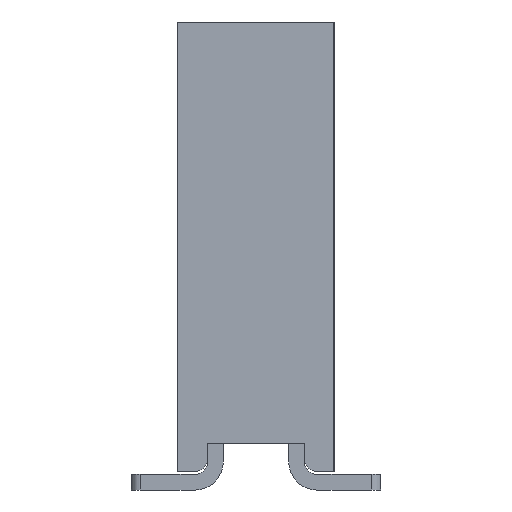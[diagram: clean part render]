
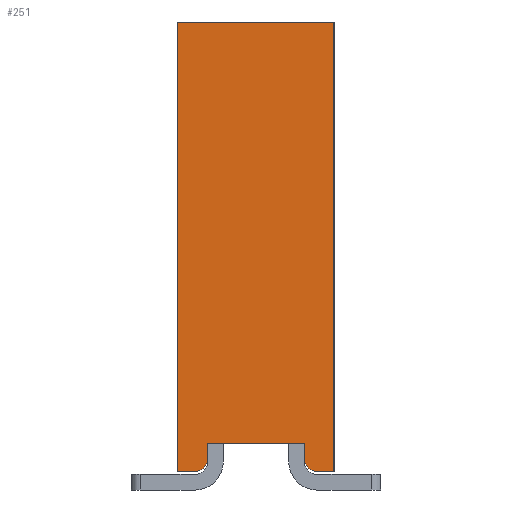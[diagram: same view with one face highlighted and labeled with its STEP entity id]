
A CAD part, left-side view. The second image highlights one B-rep face of the part: STEP entity #251.
In plain terms, the highlighted planar face has unit normal (-1, 0, 0).
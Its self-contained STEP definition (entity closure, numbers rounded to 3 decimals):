
#88=CIRCLE('',#6310,0.2);
#89=CIRCLE('',#6311,0.2);
#251=ADVANCED_FACE('',(#845),#575,.T.);
#575=PLANE('',#6312);
#845=FACE_OUTER_BOUND('',#1182,.T.);
#1182=EDGE_LOOP('',(#1756,#1757,#1758,#1759,#1760,#1761,#1762,#1763,#1764,
#1765));
#1756=ORIENTED_EDGE('',*,*,#4011,.T.);
#1757=ORIENTED_EDGE('',*,*,#4072,.T.);
#1758=ORIENTED_EDGE('',*,*,#4004,.T.);
#1759=ORIENTED_EDGE('',*,*,#4008,.F.);
#1760=ORIENTED_EDGE('',*,*,#3990,.F.);
#1761=ORIENTED_EDGE('',*,*,#4073,.T.);
#1762=ORIENTED_EDGE('',*,*,#4074,.T.);
#1763=ORIENTED_EDGE('',*,*,#4070,.T.);
#1764=ORIENTED_EDGE('',*,*,#4068,.T.);
#1765=ORIENTED_EDGE('',*,*,#4075,.F.);
#3403=VERTEX_POINT('',#8677);
#3404=VERTEX_POINT('',#8679);
#3412=VERTEX_POINT('',#8700);
#3415=VERTEX_POINT('',#8705);
#3420=VERTEX_POINT('',#8719);
#3421=VERTEX_POINT('',#8721);
#3475=VERTEX_POINT('',#8830);
#3477=VERTEX_POINT('',#8834);
#3479=VERTEX_POINT('',#8840);
#3480=VERTEX_POINT('',#8845);
#3990=EDGE_CURVE('',#3403,#3404,#4878,.T.);
#4004=EDGE_CURVE('',#3412,#3415,#4892,.T.);
#4008=EDGE_CURVE('',#3404,#3415,#4896,.T.);
#4011=EDGE_CURVE('',#3421,#3420,#4899,.T.);
#4068=EDGE_CURVE('',#3475,#3477,#4956,.T.);
#4070=EDGE_CURVE('',#3479,#3475,#4958,.T.);
#4072=EDGE_CURVE('',#3420,#3412,#88,.T.);
#4073=EDGE_CURVE('',#3403,#3480,#89,.T.);
#4074=EDGE_CURVE('',#3480,#3479,#4960,.T.);
#4075=EDGE_CURVE('',#3421,#3477,#4961,.T.);
#4878=LINE('',#8678,#5658);
#4892=LINE('',#8706,#5672);
#4896=LINE('',#8713,#5676);
#4899=LINE('',#8720,#5679);
#4956=LINE('',#8835,#5736);
#4958=LINE('',#8839,#5738);
#4960=LINE('',#8846,#5740);
#4961=LINE('',#8847,#5741);
#5658=VECTOR('',#6917,1.);
#5672=VECTOR('',#6935,1.);
#5676=VECTOR('',#6941,1.);
#5679=VECTOR('',#6946,1.);
#5736=VECTOR('',#7005,1.);
#5738=VECTOR('',#7009,1.);
#5740=VECTOR('',#7017,1.);
#5741=VECTOR('',#7018,1.);
#6310=AXIS2_PLACEMENT_3D('',#8843,#7013,#7014);
#6311=AXIS2_PLACEMENT_3D('',#8844,#7015,#7016);
#6312=AXIS2_PLACEMENT_3D('',#8848,#7019,#7020);
#6917=DIRECTION('',(0.,0.,1.));
#6935=DIRECTION('',(0.,0.,1.));
#6941=DIRECTION('',(0.,1.,0.));
#6946=DIRECTION('',(0.,-1.,0.));
#7005=DIRECTION('',(0.,1.,0.));
#7009=DIRECTION('',(0.,0.,1.));
#7013=DIRECTION('',(-1.,0.,0.));
#7014=DIRECTION('',(0.,0.,1.));
#7015=DIRECTION('',(-1.,0.,0.));
#7016=DIRECTION('',(0.,0.,1.));
#7017=DIRECTION('',(0.,-1.,0.));
#7018=DIRECTION('',(0.,0.,1.));
#7019=DIRECTION('',(-1.,0.,0.));
#7020=DIRECTION('',(0.,0.,1.));
#8677=CARTESIAN_POINT('',(0.,0.475,0.2));
#8678=CARTESIAN_POINT('',(0.,0.475,0.45));
#8679=CARTESIAN_POINT('',(0.,0.475,0.45));
#8700=CARTESIAN_POINT('',(0.,2.025,0.2));
#8705=CARTESIAN_POINT('',(0.,2.025,0.45));
#8706=CARTESIAN_POINT('',(0.,2.025,0.45));
#8713=CARTESIAN_POINT('',(0.,0.475,0.45));
#8719=CARTESIAN_POINT('',(0.,2.225,0.));
#8720=CARTESIAN_POINT('',(0.,1.25,0.));
#8721=CARTESIAN_POINT('',(0.,2.5,0.));
#8830=CARTESIAN_POINT('',(0.,0.,7.2));
#8834=CARTESIAN_POINT('',(0.,2.5,7.2));
#8835=CARTESIAN_POINT('',(0.,1.25,7.2));
#8839=CARTESIAN_POINT('',(0.,0.,0.));
#8840=CARTESIAN_POINT('',(0.,0.,0.));
#8843=CARTESIAN_POINT('',(0.,2.225,0.2));
#8844=CARTESIAN_POINT('',(0.,0.275,0.2));
#8845=CARTESIAN_POINT('',(0.,0.275,0.));
#8846=CARTESIAN_POINT('',(0.,1.25,0.));
#8847=CARTESIAN_POINT('',(0.,2.5,0.));
#8848=CARTESIAN_POINT('',(0.,1.25,0.));
